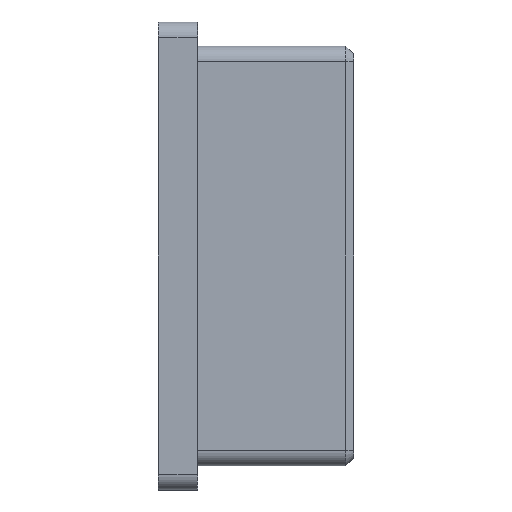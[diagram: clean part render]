
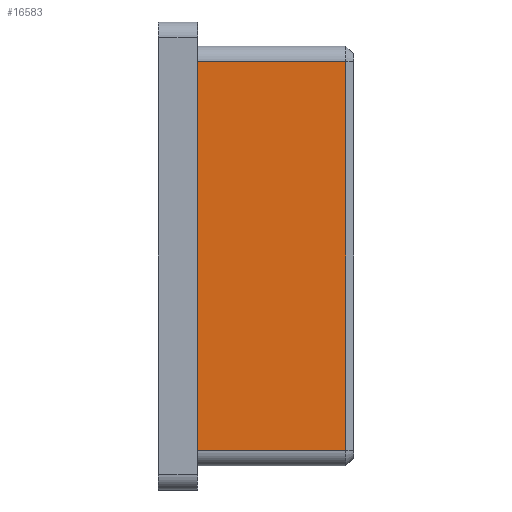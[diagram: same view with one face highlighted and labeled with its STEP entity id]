
A CAD part, left-side view. The second image highlights one B-rep face of the part: STEP entity #16583.
In plain terms, the highlighted planar face has unit normal (-1, 0, 0).
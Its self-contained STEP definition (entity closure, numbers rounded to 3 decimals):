
#130 = VERTEX_POINT ( 'NONE', #16698 ) ;
#1365 = AXIS2_PLACEMENT_3D ( 'NONE', #17961, #12078, #14784 ) ;
#1553 = DIRECTION ( 'NONE',  ( 0., 1., 0. ) ) ;
#1819 = LINE ( 'NONE', #13743, #8984 ) ;
#2769 = ORIENTED_EDGE ( 'NONE', *, *, #4402, .T. ) ;
#3877 = EDGE_CURVE ( 'NONE', #6206, #6824, #14772, .T. ) ;
#3935 = VECTOR ( 'NONE', #4457, 1000. ) ;
#4402 = EDGE_CURVE ( 'NONE', #10786, #130, #1819, .T. ) ;
#4457 = DIRECTION ( 'NONE',  ( 0., -1., 0. ) ) ;
#6070 = LINE ( 'NONE', #16594, #6528 ) ;
#6206 = VERTEX_POINT ( 'NONE', #9436 ) ;
#6417 = DIRECTION ( 'NONE',  ( 0., 0., -1. ) ) ;
#6528 = VECTOR ( 'NONE', #1553, 1000. ) ;
#6824 = VERTEX_POINT ( 'NONE', #13336 ) ;
#7361 = CARTESIAN_POINT ( 'NONE',  ( -26.9, -20., -24.9 ) ) ;
#7611 = PLANE ( 'NONE',  #1365 ) ;
#7854 = LINE ( 'NONE', #7361, #3935 ) ;
#8161 = ORIENTED_EDGE ( 'NONE', *, *, #18948, .T. ) ;
#8881 = DIRECTION ( 'NONE',  ( 0., 0., 1. ) ) ;
#8984 = VECTOR ( 'NONE', #6417, 1000. ) ;
#9436 = CARTESIAN_POINT ( 'NONE',  ( -26.9, -19., -24.9 ) ) ;
#10786 = VERTEX_POINT ( 'NONE', #15012 ) ;
#12078 = DIRECTION ( 'NONE',  ( 1., 0., 0. ) ) ;
#12718 = ORIENTED_EDGE ( 'NONE', *, *, #3877, .T. ) ;
#13336 = CARTESIAN_POINT ( 'NONE',  ( -26.9, -19., 24.9 ) ) ;
#13743 = CARTESIAN_POINT ( 'NONE',  ( -26.9, 0., 26.9 ) ) ;
#14611 = EDGE_CURVE ( 'NONE', #6824, #10786, #6070, .T. ) ;
#14693 = CARTESIAN_POINT ( 'NONE',  ( -26.9, -19., 24.9 ) ) ;
#14772 = LINE ( 'NONE', #14693, #16149 ) ;
#14784 = DIRECTION ( 'NONE',  ( 0., 0., -1. ) ) ;
#15012 = CARTESIAN_POINT ( 'NONE',  ( -26.9, 0., 24.9 ) ) ;
#15510 = FACE_OUTER_BOUND ( 'NONE', #19106, .T. ) ;
#16149 = VECTOR ( 'NONE', #8881, 1000. ) ;
#16501 = ORIENTED_EDGE ( 'NONE', *, *, #14611, .T. ) ;
#16583 = ADVANCED_FACE ( 'NONE', ( #15510 ), #7611, .F. ) ;
#16594 = CARTESIAN_POINT ( 'NONE',  ( -26.9, -20., 24.9 ) ) ;
#16698 = CARTESIAN_POINT ( 'NONE',  ( -26.9, 0., -24.9 ) ) ;
#17961 = CARTESIAN_POINT ( 'NONE',  ( -26.9, -20., 26.9 ) ) ;
#18948 = EDGE_CURVE ( 'NONE', #130, #6206, #7854, .T. ) ;
#19106 = EDGE_LOOP ( 'NONE', ( #8161, #12718, #16501, #2769 ) ) ;
